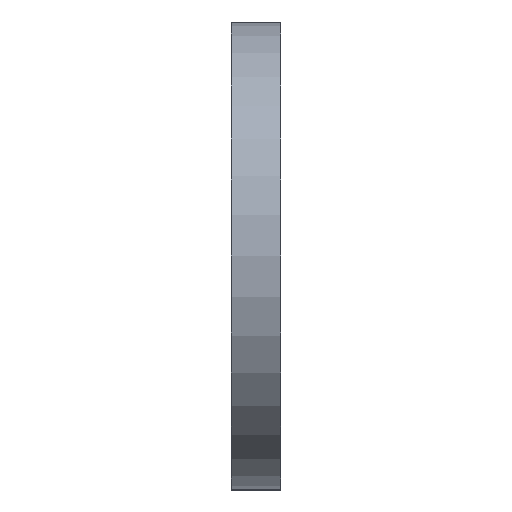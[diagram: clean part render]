
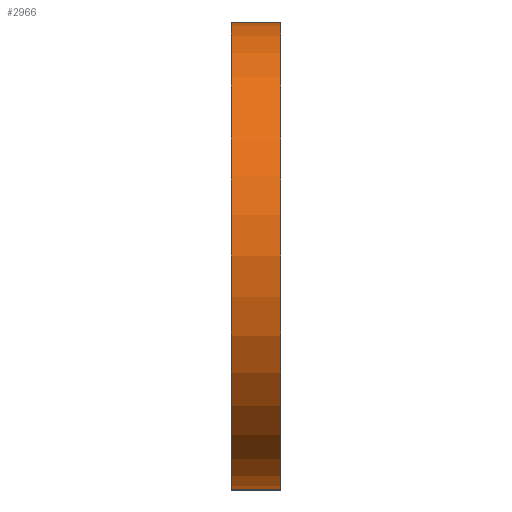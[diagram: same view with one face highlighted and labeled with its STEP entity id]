
A CAD part, left-side view. The second image highlights one B-rep face of the part: STEP entity #2966.
In plain terms, the highlighted cylindrical face has radius 28.5 mm (diameter 57 mm), a partial arc.
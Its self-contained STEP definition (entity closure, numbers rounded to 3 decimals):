
#33 = ORIENTED_EDGE ( 'NONE', *, *, #1896, .F. ) ;
#76 = FACE_OUTER_BOUND ( 'NONE', #1090, .T. ) ;
#195 = CIRCLE ( 'NONE', #1580, 28.5 ) ;
#368 = EDGE_CURVE ( 'NONE', #3868, #824, #1632, .T. ) ;
#721 = ORIENTED_EDGE ( 'NONE', *, *, #368, .T. ) ;
#824 = VERTEX_POINT ( 'NONE', #1469 ) ;
#838 = DIRECTION ( 'NONE',  ( 0., 0., 1. ) ) ;
#897 = CARTESIAN_POINT ( 'NONE',  ( 0., 0., -28.5 ) ) ;
#945 = VECTOR ( 'NONE', #3660, 1000. ) ;
#1090 = EDGE_LOOP ( 'NONE', ( #721, #33, #4130, #1431 ) ) ;
#1370 = DIRECTION ( 'NONE',  ( 0., -1., 0. ) ) ;
#1431 = ORIENTED_EDGE ( 'NONE', *, *, #1721, .T. ) ;
#1469 = CARTESIAN_POINT ( 'NONE',  ( 0., 0., 28.5 ) ) ;
#1545 = LINE ( 'NONE', #2181, #3595 ) ;
#1580 = AXIS2_PLACEMENT_3D ( 'NONE', #2174, #3500, #3829 ) ;
#1618 = CARTESIAN_POINT ( 'NONE',  ( 0., 6., 28.5 ) ) ;
#1632 = CIRCLE ( 'NONE', #2747, 28.5 ) ;
#1701 = CARTESIAN_POINT ( 'NONE',  ( 0., 6., 0. ) ) ;
#1721 = EDGE_CURVE ( 'NONE', #2173, #3868, #1545, .T. ) ;
#1804 = DIRECTION ( 'NONE',  ( 0., 1., 0. ) ) ;
#1896 = EDGE_CURVE ( 'NONE', #2397, #824, #2311, .T. ) ;
#1959 = CARTESIAN_POINT ( 'NONE',  ( 0., 6., 28.5 ) ) ;
#2173 = VERTEX_POINT ( 'NONE', #3880 ) ;
#2174 = CARTESIAN_POINT ( 'NONE',  ( 0., 6., 0. ) ) ;
#2181 = CARTESIAN_POINT ( 'NONE',  ( 0., 6., -28.5 ) ) ;
#2194 = CARTESIAN_POINT ( 'NONE',  ( 0., 0., 0. ) ) ;
#2311 = LINE ( 'NONE', #1959, #945 ) ;
#2397 = VERTEX_POINT ( 'NONE', #1618 ) ;
#2747 = AXIS2_PLACEMENT_3D ( 'NONE', #2194, #1804, #838 ) ;
#2765 = DIRECTION ( 'NONE',  ( 0., 0., -1. ) ) ;
#2966 = ADVANCED_FACE ( 'NONE', ( #76 ), #3753, .T. ) ;
#3121 = AXIS2_PLACEMENT_3D ( 'NONE', #1701, #1370, #2765 ) ;
#3218 = DIRECTION ( 'NONE',  ( 0., -1., 0. ) ) ;
#3456 = EDGE_CURVE ( 'NONE', #2173, #2397, #195, .T. ) ;
#3500 = DIRECTION ( 'NONE',  ( 0., 1., 0. ) ) ;
#3595 = VECTOR ( 'NONE', #3218, 1000. ) ;
#3660 = DIRECTION ( 'NONE',  ( 0., -1., 0. ) ) ;
#3753 = CYLINDRICAL_SURFACE ( 'NONE', #3121, 28.5 ) ;
#3829 = DIRECTION ( 'NONE',  ( 0., 0., 1. ) ) ;
#3868 = VERTEX_POINT ( 'NONE', #897 ) ;
#3880 = CARTESIAN_POINT ( 'NONE',  ( 0., 6., -28.5 ) ) ;
#4130 = ORIENTED_EDGE ( 'NONE', *, *, #3456, .F. ) ;
